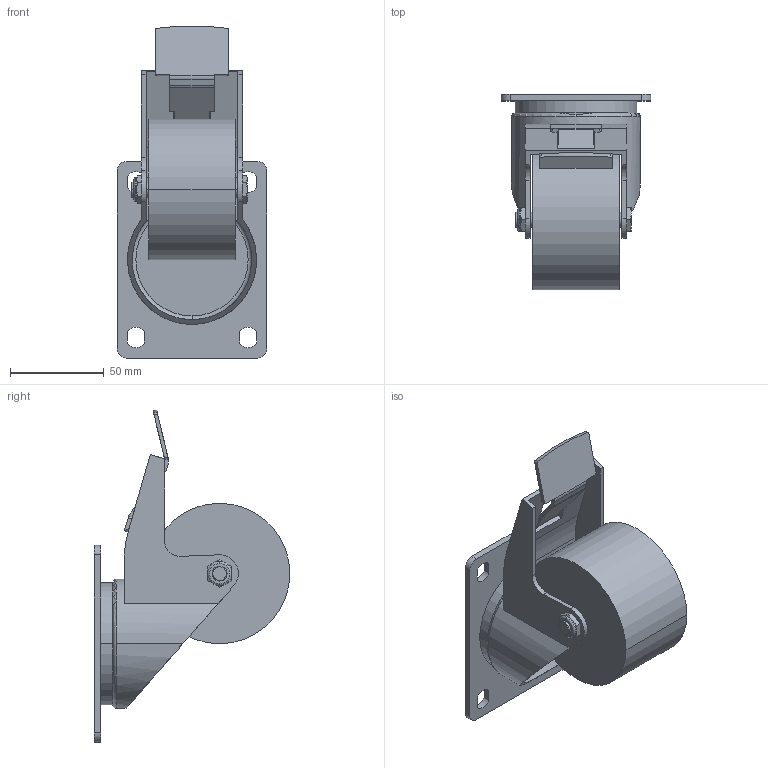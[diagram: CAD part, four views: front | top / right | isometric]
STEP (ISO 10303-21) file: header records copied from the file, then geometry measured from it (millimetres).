
FILE_DESCRIPTION((''),'2;1');
FILE_NAME('SK6-ZZ75102P_ASM','2019-11-05T13:55:20',('Administrator'),(''),'CREO PARAMETRIC BY PTC INC, 2018500','CREO PARAMETRIC BY PTC INC, 2018500','');
FILE_SCHEMA(('CONFIG_CONTROL_DESIGN'));
Length unit declared in the file: millimetre
Products named in the file (4): 6-ZZ75102P-1; 6-ZZ75102P-2; 6-ZZ75102P-3; SK6-ZZ75102P_ASM
Assembly tree (3 placements, depth 2):
  SK6-ZZ75102P_ASM
    6-ZZ75102P-1
    6-ZZ75102P-2
    6-ZZ75102P-3
Bounding box: 80 x 104.5 x 177.35 mm (x, y, z)
Volume: 296886.1 mm3; surface area: 75653.2 mm2
Topology: 3 solids, 3 shells, 159 faces, 417 edges, 270 vertices
Faces by surface type: plane 80, cylinder 53, cone 20, torus 6
Entity records: 5253 total; most frequent: CARTESIAN_POINT 1151, DIRECTION 853, ORIENTED_EDGE 834, EDGE_CURVE 417, AXIS2_PLACEMENT_3D 314, VERTEX_POINT 270, VECTOR 225, LINE 225
